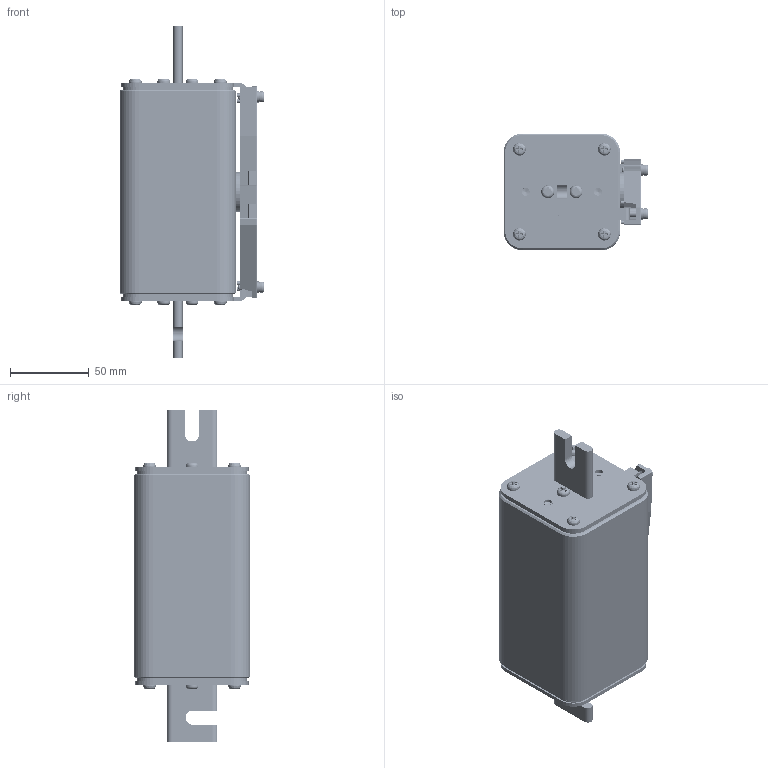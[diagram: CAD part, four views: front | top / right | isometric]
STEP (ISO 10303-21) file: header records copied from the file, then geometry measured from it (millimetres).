
FILE_DESCRIPTION(/* description */ (''),/* implementation_level */ '2;1');
FILE_NAME(/* name */ '1.stp',/* time_stamp */ '2024-07-16T08:26:57+08:00',/* author */ (''),/* organization */ (''),/* preprocessor_version */ 'ST-DEVELOPER v16',/* originating_system */ 'SIEMENS PLM Software NX 10.0',/* authorisation */ '');
FILE_SCHEMA (('CONFIG_CONTROL_DESIGN'));
Products named in the file (1): CDPV3-450G
Bounding box: 92 x 74 x 211 mm (x, y, z)
Volume: 444743.6 mm3; surface area: 179283 mm2
Topology: 55 solids, 55 shells, 3274 faces, 9608 edges, 6472 vertices
Faces by surface type: plane 1573, cylinder 1421, cone 183, bspline 65, torus 20, sphere 12
Full cylindrical faces by diameter (mm): 2 x1, 2.475 x330, 2.5 x4, 2.8 x1, 3 x1, 3.2 x2, 3.9 x2, 4 x1, 4.2 x4, 4.3 x8, 4.5 x2, 5 x13, 5.5 x24, 5.7 x4, 5.75 x4, 6 x1, 6.5 x6, 7 x6, 7.5 x2, 8 x16, 8.2 x4, 9 x1, 9.3 x1, 9.5 x1, 10.5 x1, 12 x1, 17 x1, 21 x2, 25 x2
Entity records: 160479 total; most frequent: CARTESIAN_POINT 78097, DIRECTION 17010, ORIENTED_EDGE 16580, EDGE_CURVE 8290, AXIS2_PLACEMENT_3D 6069, VERTEX_POINT 5816, LINE 4872, VECTOR 4872
